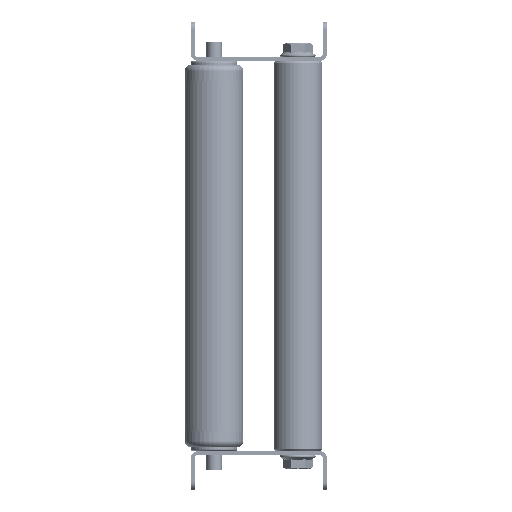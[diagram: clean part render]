
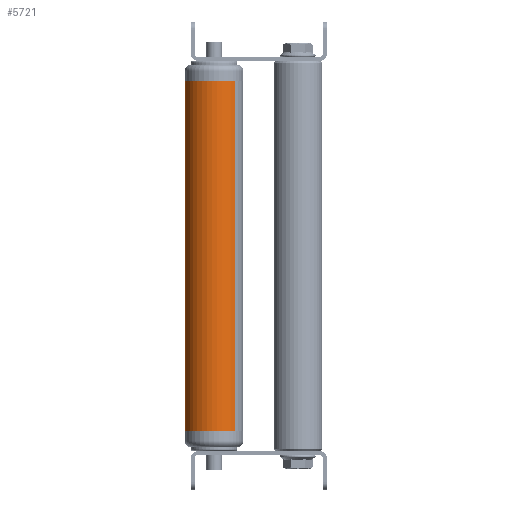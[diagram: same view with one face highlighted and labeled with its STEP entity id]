
A CAD part, left-side view. The second image highlights one B-rep face of the part: STEP entity #5721.
In plain terms, the highlighted cylindrical face has radius 15 mm (diameter 30 mm), a partial arc.
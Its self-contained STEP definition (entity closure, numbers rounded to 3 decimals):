
#105 = ORIENTED_EDGE ( 'NONE', *, *, #8765, .F. ) ;
#1295 = DIRECTION ( 'NONE',  ( -1., 0., 0. ) ) ;
#1634 = VERTEX_POINT ( 'NONE', #8837 ) ;
#2399 = CIRCLE ( 'NONE', #21742, 15. ) ;
#2814 = ORIENTED_EDGE ( 'NONE', *, *, #9835, .T. ) ;
#3456 = CARTESIAN_POINT ( 'NONE',  ( 180., 0., 15. ) ) ;
#4146 = VERTEX_POINT ( 'NONE', #18024 ) ;
#4838 = CARTESIAN_POINT ( 'NONE',  ( 180., 0., 0. ) ) ;
#4964 = CYLINDRICAL_SURFACE ( 'NONE', #20902, 15. ) ;
#5432 = DIRECTION ( 'NONE',  ( -1., 0., 0. ) ) ;
#5721 = ADVANCED_FACE ( 'NONE', ( #17766 ), #4964, .T. ) ;
#6798 = ORIENTED_EDGE ( 'NONE', *, *, #19235, .T. ) ;
#7275 = LINE ( 'NONE', #3456, #12595 ) ;
#8415 = DIRECTION ( 'NONE',  ( -1., 0., 0. ) ) ;
#8700 = CARTESIAN_POINT ( 'NONE',  ( 0., 0., 0. ) ) ;
#8765 = EDGE_CURVE ( 'NONE', #4146, #1634, #19659, .T. ) ;
#8837 = CARTESIAN_POINT ( 'NONE',  ( 0., 0., -15. ) ) ;
#9364 = EDGE_LOOP ( 'NONE', ( #105, #16680, #2814, #6798 ) ) ;
#9835 = EDGE_CURVE ( 'NONE', #12795, #22722, #7275, .T. ) ;
#10413 = CARTESIAN_POINT ( 'NONE',  ( 180., 0., 15. ) ) ;
#11207 = VECTOR ( 'NONE', #1295, 1000. ) ;
#12507 = DIRECTION ( 'NONE',  ( 0., 0., -1. ) ) ;
#12595 = VECTOR ( 'NONE', #5432, 1000. ) ;
#12795 = VERTEX_POINT ( 'NONE', #10413 ) ;
#13176 = AXIS2_PLACEMENT_3D ( 'NONE', #23314, #24152, #14658 ) ;
#14658 = DIRECTION ( 'NONE',  ( 0., 0., -1. ) ) ;
#15250 = EDGE_CURVE ( 'NONE', #12795, #4146, #23805, .T. ) ;
#16223 = DIRECTION ( 'NONE',  ( 1., 0., 0. ) ) ;
#16621 = CARTESIAN_POINT ( 'NONE',  ( 0., 0., 15. ) ) ;
#16680 = ORIENTED_EDGE ( 'NONE', *, *, #15250, .F. ) ;
#17766 = FACE_OUTER_BOUND ( 'NONE', #9364, .T. ) ;
#17811 = CARTESIAN_POINT ( 'NONE',  ( 180., 0., -15. ) ) ;
#18024 = CARTESIAN_POINT ( 'NONE',  ( 180., 0., -15. ) ) ;
#19235 = EDGE_CURVE ( 'NONE', #22722, #1634, #2399, .T. ) ;
#19659 = LINE ( 'NONE', #17811, #11207 ) ;
#20902 = AXIS2_PLACEMENT_3D ( 'NONE', #4838, #8415, #21493 ) ;
#21493 = DIRECTION ( 'NONE',  ( 0., 0., 1. ) ) ;
#21742 = AXIS2_PLACEMENT_3D ( 'NONE', #8700, #16223, #12507 ) ;
#22722 = VERTEX_POINT ( 'NONE', #16621 ) ;
#23314 = CARTESIAN_POINT ( 'NONE',  ( 180., 0., 0. ) ) ;
#23805 = CIRCLE ( 'NONE', #13176, 15. ) ;
#24152 = DIRECTION ( 'NONE',  ( 1., 0., 0. ) ) ;
